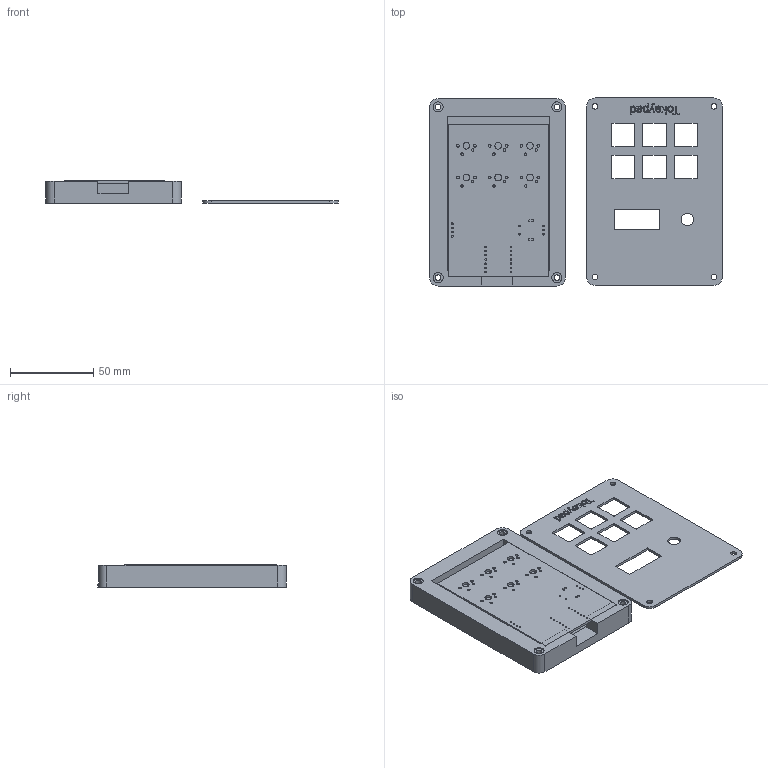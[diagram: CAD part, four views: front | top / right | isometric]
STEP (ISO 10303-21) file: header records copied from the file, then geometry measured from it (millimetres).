
FILE_DESCRIPTION(/* description */ (''),/* implementation_level */ '2;1');
FILE_NAME(/* name */ 'full_case.step',/* time_stamp */ '2026-02-01T19:19:18-05:00',/* author */ (''),/* organization */ (''),/* preprocessor_version */ 'ST-DEVELOPER v20.1',/* originating_system */ 'Autodesk Translation Framework v14.21.0.0',/* authorisation */ '');
FILE_SCHEMA (('AUTOMOTIVE_DESIGN { 1 0 10303 214 3 1 1 }'));
Length unit declared in the file: millimetre
Products named in the file (3): 2025-12-24-19-06-11-912; 2025-12-24-19-06-11-913; 2025-12-27-23-41-06-716
Assembly tree (2 placements, depth 2):
  2025-12-24-19-06-11-912
    2025-12-24-19-06-11-913
    2025-12-27-23-41-06-716
Bounding box: 175.35 x 112.78 x 13.38 mm (x, y, z)
Volume: 79412.1 mm3; surface area: 54523 mm2
Topology: 3 solids, 3 shells, 344 faces, 951 edges, 634 vertices
Faces by surface type: plane 124, bspline 113, cylinder 107
Full cylindrical faces by diameter (mm): 0.889 x14, 1 x9, 1.5 x12, 1.7 x12, 3.4 x8, 4 x6, 6 x8, 7.5 x1
Entity records: 12463 total; most frequent: CARTESIAN_POINT 3855, ORIENTED_EDGE 1902, DIRECTION 1413, EDGE_CURVE 951, VERTEX_POINT 634, LINE 509, VECTOR 509, EDGE_LOOP 507
